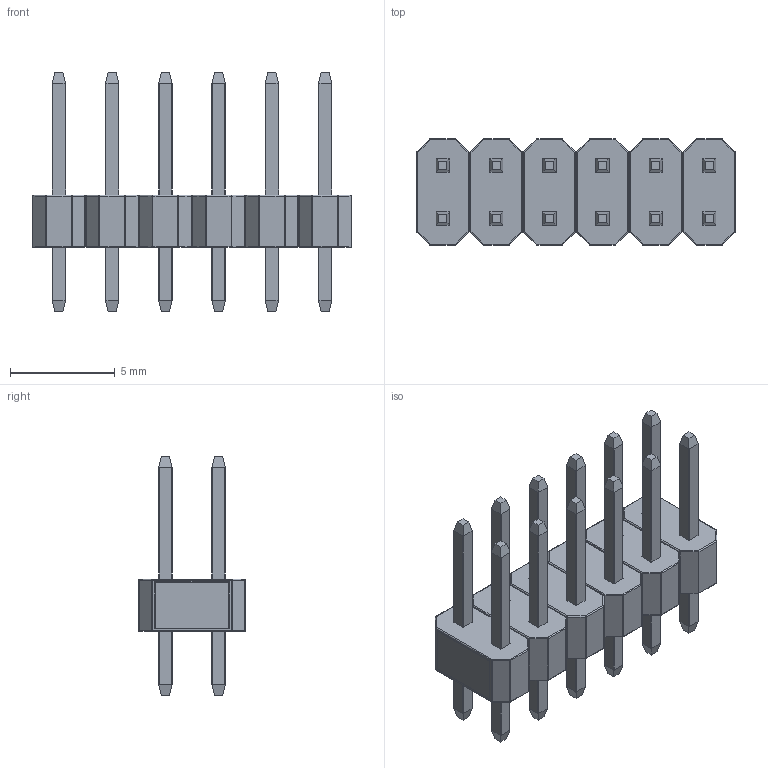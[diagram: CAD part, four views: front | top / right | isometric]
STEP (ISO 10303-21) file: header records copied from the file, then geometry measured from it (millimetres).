
FILE_DESCRIPTION(/* description */ (''),/* implementation_level */ '2;1');
FILE_NAME(/* name */ 'Pin Header Male 02x06 P2.54mm.stp',/* time_stamp */ '2019-09-24T14:10:11+02:00',/* author */ ('Bernd das Brot'),/* organization */ (''),/* preprocessor_version */ 'ST-DEVELOPER v17.2',/* originating_system */ 'Autodesk Inventor 2019',/* authorisation */ '');
FILE_SCHEMA (('AUTOMOTIVE_DESIGN { 1 0 10303 214 3 1 1 }'));
Length unit declared in the file: millimetre
Products named in the file (2): test; Male Pin Header
Assembly tree (6 placements, depth 2):
  test
    Male Pin Header  x6
Bounding box: 15.24 x 5.08 x 11.39 mm (x, y, z)
Volume: 222.1 mm3; surface area: 613.8 mm2
Topology: 6 solids, 6 shells, 720 faces, 1824 edges, 1056 vertices
Faces by surface type: plane 384, cylinder 240, sphere 96
Entity records: 3793 total; most frequent: DIRECTION 648, ORIENTED_EDGE 608, CARTESIAN_POINT 608, EDGE_CURVE 304, LINE 216, VECTOR 216, AXIS2_PLACEMENT_3D 216, VERTEX_POINT 176
